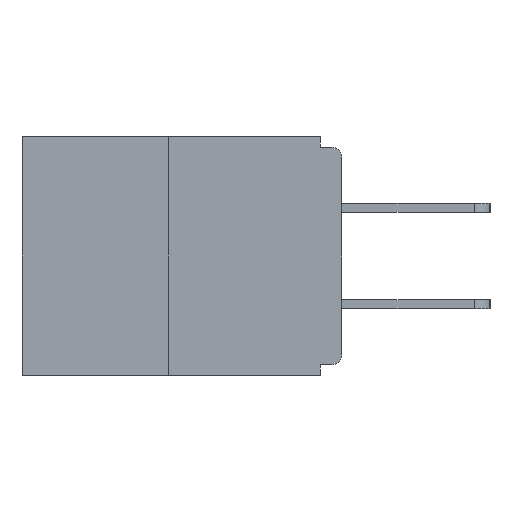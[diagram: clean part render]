
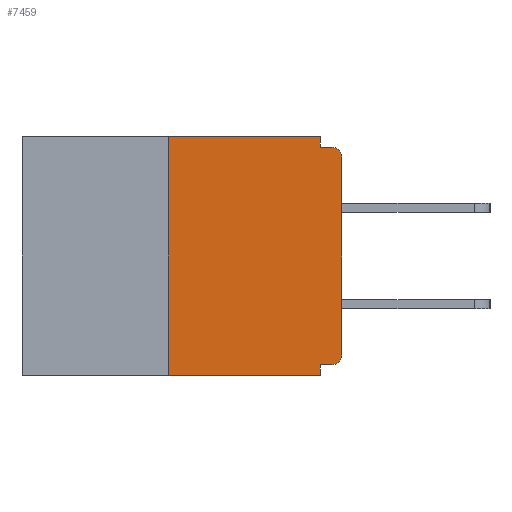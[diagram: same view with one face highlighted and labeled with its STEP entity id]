
A CAD part, left-side view. The second image highlights one B-rep face of the part: STEP entity #7459.
In plain terms, the highlighted planar face has unit normal (-1, 0, 0).
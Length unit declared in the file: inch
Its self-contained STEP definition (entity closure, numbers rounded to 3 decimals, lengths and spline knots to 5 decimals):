
#85 = LINE ( 'NONE', #11266, #6583 ) ;
#405 = VECTOR ( 'NONE', #8906, 39.37008 ) ;
#812 = EDGE_CURVE ( 'NONE', #2809, #6281, #2459, .T. ) ;
#853 = LINE ( 'NONE', #6900, #405 ) ;
#876 = DIRECTION ( 'NONE',  ( -1., 0., 0. ) ) ;
#1113 = ORIENTED_EDGE ( 'NONE', *, *, #812, .T. ) ;
#1138 = DIRECTION ( 'NONE',  ( 0., 0., 1. ) ) ;
#1183 = ORIENTED_EDGE ( 'NONE', *, *, #2345, .F. ) ;
#1265 = CARTESIAN_POINT ( 'NONE',  ( 0., 0.031, 0. ) ) ;
#1428 = ORIENTED_EDGE ( 'NONE', *, *, #10447, .T. ) ;
#1484 = VERTEX_POINT ( 'NONE', #11200 ) ;
#1561 = AXIS2_PLACEMENT_3D ( 'NONE', #4787, #1753, #4829 ) ;
#1590 = DIRECTION ( 'NONE',  ( 1., 0., 0. ) ) ;
#1753 = DIRECTION ( 'NONE',  ( -1., 0., 0. ) ) ;
#2156 = CARTESIAN_POINT ( 'NONE',  ( 0., 0.46, -0.343 ) ) ;
#2262 = ORIENTED_EDGE ( 'NONE', *, *, #6431, .F. ) ;
#2345 = EDGE_CURVE ( 'NONE', #8781, #10915, #853, .T. ) ;
#2351 = EDGE_CURVE ( 'NONE', #7240, #9988, #4129, .T. ) ;
#2459 = CIRCLE ( 'NONE', #3769, 0.015 ) ;
#2614 = ORIENTED_EDGE ( 'NONE', *, *, #2778, .T. ) ;
#2778 = EDGE_CURVE ( 'NONE', #8781, #8348, #12710, .T. ) ;
#2809 = VERTEX_POINT ( 'NONE', #12732 ) ;
#2937 = DIRECTION ( 'NONE',  ( 0., 0., -1. ) ) ;
#3228 = ORIENTED_EDGE ( 'NONE', *, *, #12335, .F. ) ;
#3635 = DIRECTION ( 'NONE',  ( 0., 0., -1. ) ) ;
#3737 = EDGE_LOOP ( 'NONE', ( #3228, #8181, #9119, #9549, #1183, #2614, #1428, #1113, #2262, #5059 ) ) ;
#3769 = AXIS2_PLACEMENT_3D ( 'NONE', #4004, #876, #4048 ) ;
#3905 = DIRECTION ( 'NONE',  ( 0., -1., 0. ) ) ;
#3922 = VERTEX_POINT ( 'NONE', #9743 ) ;
#4004 = CARTESIAN_POINT ( 'NONE',  ( 0., 0.015, -0.03 ) ) ;
#4048 = DIRECTION ( 'NONE',  ( 0., 0., -1. ) ) ;
#4129 = LINE ( 'NONE', #8092, #5384 ) ;
#4219 = EDGE_CURVE ( 'NONE', #7240, #10797, #8432, .T. ) ;
#4323 = CARTESIAN_POINT ( 'NONE',  ( 0., 0.015, -0.015 ) ) ;
#4508 = LINE ( 'NONE', #1265, #6571 ) ;
#4787 = CARTESIAN_POINT ( 'NONE',  ( 0., 0.015, -0.313 ) ) ;
#4829 = DIRECTION ( 'NONE',  ( 0., 0., -1. ) ) ;
#4870 = CARTESIAN_POINT ( 'NONE',  ( 0., 0.031, -0.343 ) ) ;
#5059 = ORIENTED_EDGE ( 'NONE', *, *, #8904, .F. ) ;
#5119 = CARTESIAN_POINT ( 'NONE',  ( 0., 0.031, -0.343 ) ) ;
#5264 = DIRECTION ( 'NONE',  ( 0., 0., -1. ) ) ;
#5382 = CARTESIAN_POINT ( 'NONE',  ( 0., 0.031, -0.328 ) ) ;
#5384 = VECTOR ( 'NONE', #1138, 39.37008 ) ;
#5616 = EDGE_CURVE ( 'NONE', #10915, #10797, #8073, .T. ) ;
#6233 = AXIS2_PLACEMENT_3D ( 'NONE', #9629, #1590, #3635 ) ;
#6281 = VERTEX_POINT ( 'NONE', #4323 ) ;
#6431 = EDGE_CURVE ( 'NONE', #1484, #6281, #10684, .T. ) ;
#6551 = CARTESIAN_POINT ( 'NONE',  ( 0., 0.25, -0.343 ) ) ;
#6571 = VECTOR ( 'NONE', #5264, 39.37008 ) ;
#6583 = VECTOR ( 'NONE', #8368, 39.37008 ) ;
#6900 = CARTESIAN_POINT ( 'NONE',  ( 0., 0., -0.328 ) ) ;
#7240 = VERTEX_POINT ( 'NONE', #6551 ) ;
#7406 = LINE ( 'NONE', #9936, #11874 ) ;
#7459 = ADVANCED_FACE ( 'NONE', ( #8641 ), #10668, .F. ) ;
#8046 = VECTOR ( 'NONE', #3905, 39.37008 ) ;
#8047 = CARTESIAN_POINT ( 'NONE',  ( 0., 0., -0.015 ) ) ;
#8073 = LINE ( 'NONE', #4870, #12251 ) ;
#8092 = CARTESIAN_POINT ( 'NONE',  ( 0., 0.25, 0. ) ) ;
#8181 = ORIENTED_EDGE ( 'NONE', *, *, #2351, .F. ) ;
#8275 = CARTESIAN_POINT ( 'NONE',  ( 0., 0.015, -0.328 ) ) ;
#8348 = VERTEX_POINT ( 'NONE', #12663 ) ;
#8368 = DIRECTION ( 'NONE',  ( 0., 0., 1. ) ) ;
#8432 = LINE ( 'NONE', #2156, #11059 ) ;
#8641 = FACE_OUTER_BOUND ( 'NONE', #3737, .T. ) ;
#8781 = VERTEX_POINT ( 'NONE', #8275 ) ;
#8904 = EDGE_CURVE ( 'NONE', #3922, #1484, #4508, .T. ) ;
#8906 = DIRECTION ( 'NONE',  ( 0., 1., 0. ) ) ;
#9119 = ORIENTED_EDGE ( 'NONE', *, *, #4219, .T. ) ;
#9549 = ORIENTED_EDGE ( 'NONE', *, *, #5616, .F. ) ;
#9629 = CARTESIAN_POINT ( 'NONE',  ( 0., 0.46, 0. ) ) ;
#9743 = CARTESIAN_POINT ( 'NONE',  ( 0., 0.031, 0. ) ) ;
#9936 = CARTESIAN_POINT ( 'NONE',  ( 0., 0.46, 0. ) ) ;
#9988 = VERTEX_POINT ( 'NONE', #12862 ) ;
#10447 = EDGE_CURVE ( 'NONE', #8348, #2809, #85, .T. ) ;
#10668 = PLANE ( 'NONE',  #6233 ) ;
#10684 = LINE ( 'NONE', #8047, #8046 ) ;
#10797 = VERTEX_POINT ( 'NONE', #5119 ) ;
#10915 = VERTEX_POINT ( 'NONE', #5382 ) ;
#11059 = VECTOR ( 'NONE', #12277, 39.37008 ) ;
#11200 = CARTESIAN_POINT ( 'NONE',  ( 0., 0.031, -0.015 ) ) ;
#11266 = CARTESIAN_POINT ( 'NONE',  ( 0., 0., 0. ) ) ;
#11874 = VECTOR ( 'NONE', #12899, 39.37008 ) ;
#12251 = VECTOR ( 'NONE', #2937, 39.37008 ) ;
#12277 = DIRECTION ( 'NONE',  ( 0., -1., 0. ) ) ;
#12335 = EDGE_CURVE ( 'NONE', #9988, #3922, #7406, .T. ) ;
#12663 = CARTESIAN_POINT ( 'NONE',  ( 0., 0., -0.313 ) ) ;
#12710 = CIRCLE ( 'NONE', #1561, 0.015 ) ;
#12732 = CARTESIAN_POINT ( 'NONE',  ( 0., 0., -0.03 ) ) ;
#12862 = CARTESIAN_POINT ( 'NONE',  ( 0., 0.25, 0. ) ) ;
#12899 = DIRECTION ( 'NONE',  ( 0., -1., 0. ) ) ;
